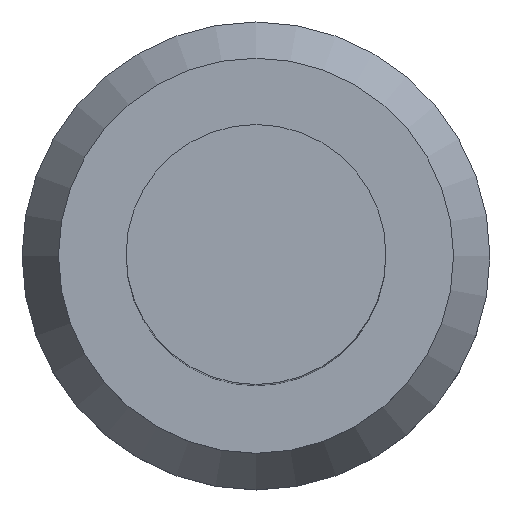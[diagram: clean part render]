
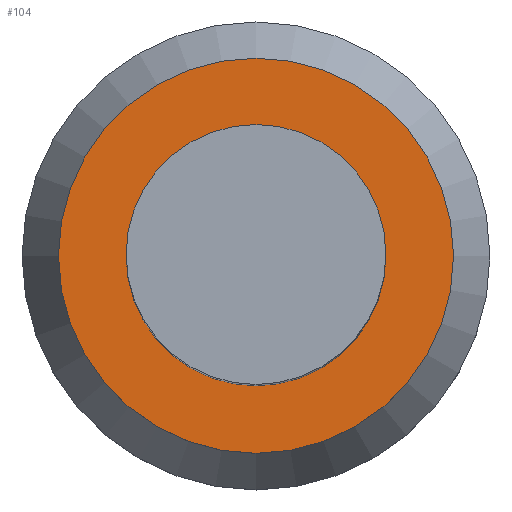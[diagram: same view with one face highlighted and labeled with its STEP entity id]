
A CAD part, top view. The second image highlights one B-rep face of the part: STEP entity #104.
In plain terms, the highlighted planar face has unit normal (0, 0, 1).
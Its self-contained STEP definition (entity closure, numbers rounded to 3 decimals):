
#57=EDGE_CURVE('240[2]',#138,#138,#139,.T.);
#104=ADVANCED_FACE('240[2]',(#207,#208),#209,.T.);
#115=EDGE_CURVE('240[2]',#224,#224,#225,.T.);
#138=VERTEX_POINT('',#242);
#139=CIRCLE('',#243,12.5);
#207=FACE_OUTER_BOUND('',#326,.T.);
#208=FACE_BOUND('',#327,.T.);
#209=PLANE('',#328);
#224=VERTEX_POINT('',#348);
#225=CIRCLE('',#349,19.0);
#242=CARTESIAN_POINT('',(0.,12.5,35.));
#243=AXIS2_PLACEMENT_3D('',#355,#356,#357);
#326=EDGE_LOOP('',(#430));
#327=EDGE_LOOP('',(#431));
#328=AXIS2_PLACEMENT_3D('',#432,#433,#434);
#348=CARTESIAN_POINT('',(0.,19.0,35.0));
#349=AXIS2_PLACEMENT_3D('',#449,#450,#451);
#355=CARTESIAN_POINT('',(0.,0.,35.));
#356=DIRECTION('',(0.,0.,-1.0));
#357=DIRECTION('',(0.,1.0,0.));
#430=ORIENTED_EDGE('',*,*,#115,.F.);
#431=ORIENTED_EDGE('',*,*,#57,.T.);
#432=CARTESIAN_POINT('',(0.,15.75,35.));
#433=DIRECTION('',(0.,0.,1.0));
#434=DIRECTION('',(1.0,0.,0.0));
#449=CARTESIAN_POINT('',(0.,0.,35.0));
#450=DIRECTION('',(0.,0.,-1.0));
#451=DIRECTION('',(0.,1.0,0.));
